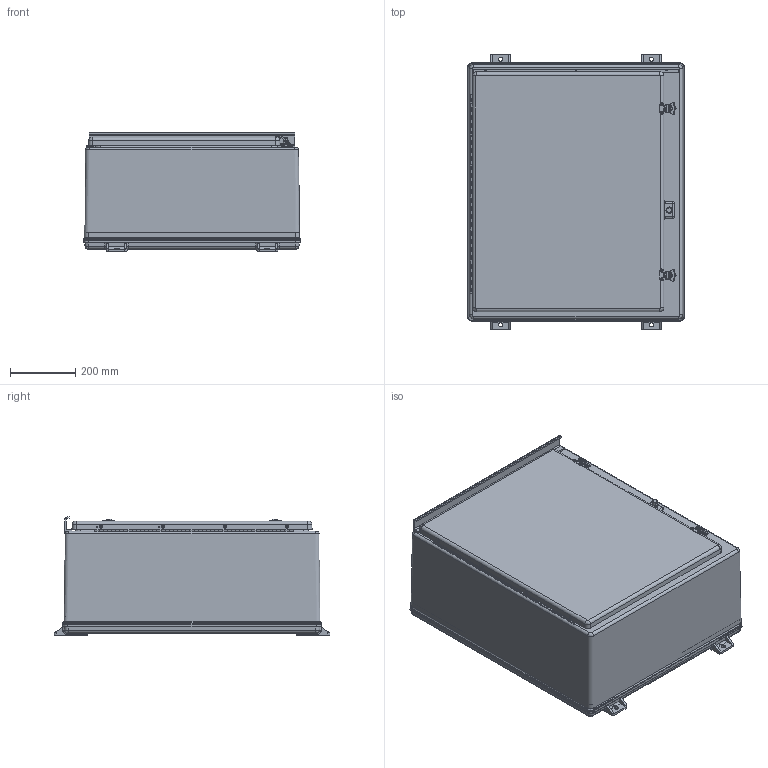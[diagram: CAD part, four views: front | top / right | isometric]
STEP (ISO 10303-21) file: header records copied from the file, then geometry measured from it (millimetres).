
FILE_DESCRIPTION(/* description */ (''),/* implementation_level */ '2;1');
FILE_NAME(/* name */ 'HW-N3R302412CH.stp',/* time_stamp */ '2014-03-13T13:16:51-05:00',/* author */ ('pmescher'),/* organization */ (''),/* preprocessor_version */ 'ST-DEVELOPER v15.2',/* originating_system */ 'Autodesk Inventor 2014',/* authorisation */ '');
FILE_SCHEMA (('AUTOMOTIVE_DESIGN { 1 0 10303 214 3 1 1 }'));
Length unit declared in the file: inch
Products named in the file (25): WPN302412SRT; WPN3024B; N3024RS; WPN302412RTPCVR; N302412G; WPN3024RU; LL150  LATCH KEEPER PAD; LL150 LATCH RIVET PIN; LL150 KEEPER PAD ASSEMBLY; LL150 LATCH CAM; LL150 LATCH WING; LL150 LATCH BASE; LL150 LATCH HINGE PIN; N SERIES LL150 LATCH; HASP; HASP INSERT; HASP SCREW; HASP ASSEMBLY; 0.13 RIVET PIN; SS HINGE PIN (24); SS HINGE BASE  (24); SS HINGE COVER (24); RMRIV64; 24; N302412RT_STP
Bounding box: 667.54 x 848.52 x 363.54 mm (x, y, z)
Volume: 11359033.4 mm3; surface area: 4568163.4 mm2
Topology: 40 solids, 40 shells, 1230 faces, 3028 edges, 1887 vertices
Faces by surface type: plane 490, cylinder 486, torus 107, bspline 83, cone 38, sphere 26
Full cylindrical faces by diameter (mm): 1.587 x8, 1.651 x3, 2.54 x8, 3.175 x49, 3.302 x29, 3.429 x4, 3.5 x4, 3.556 x8, 3.969 x4, 4.762 x12, 5.08 x4, 5.105 x9, 5.11 x1, 6.35 x1, 7.137 x2, 7.544 x3, 8.64 x2, 9.068 x8, 10.312 x1, 12.954 x2, 12.959 x2, 14.3 x4
Entity records: 32124 total; most frequent: CARTESIAN_POINT 8882, DIRECTION 4921, ORIENTED_EDGE 4426, EDGE_CURVE 2213, AXIS2_PLACEMENT_3D 1859, VERTEX_POINT 1477, EDGE_LOOP 1304, LINE 1203
